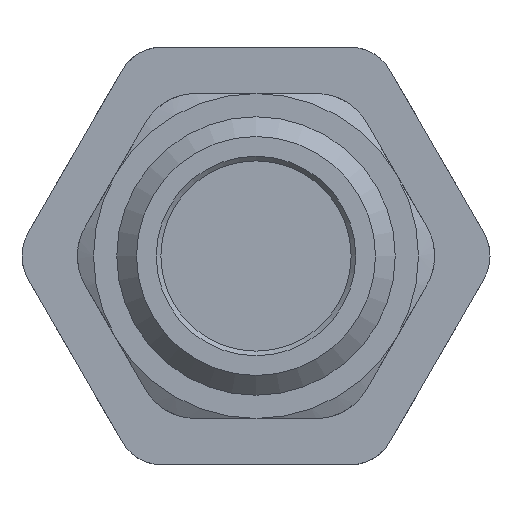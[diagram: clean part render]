
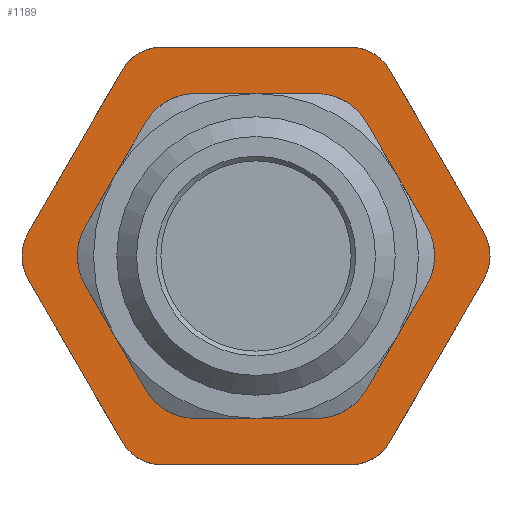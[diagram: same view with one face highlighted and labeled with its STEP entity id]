
A CAD part, front view. The second image highlights one B-rep face of the part: STEP entity #1189.
In plain terms, the highlighted planar face has unit normal (0, -1, 0).
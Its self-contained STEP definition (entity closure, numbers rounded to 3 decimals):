
#123=FACE_BOUND('',#219,.T.);
#143=FACE_OUTER_BOUND('',#218,.T.);
#218=EDGE_LOOP('',(#829,#830,#831,#832,#833,#834,#835,#836,#837,#838,#839,
#840));
#219=EDGE_LOOP('',(#841));
#299=LINE('',#2015,#358);
#301=LINE('',#2024,#360);
#302=LINE('',#2028,#361);
#303=LINE('',#2032,#362);
#304=LINE('',#2036,#363);
#305=LINE('',#2041,#364);
#358=VECTOR('',#1489,10.);
#360=VECTOR('',#1493,10.);
#361=VECTOR('',#1496,10.);
#362=VECTOR('',#1499,10.);
#363=VECTOR('',#1502,10.);
#364=VECTOR('',#1507,10.);
#421=CIRCLE('',#1308,2.);
#422=CIRCLE('',#1309,2.);
#423=CIRCLE('',#1310,2.);
#424=CIRCLE('',#1311,2.);
#425=CIRCLE('',#1312,2.);
#426=CIRCLE('',#1313,2.);
#427=CIRCLE('',#1314,6.806);
#509=VERTEX_POINT('',#2012);
#510=VERTEX_POINT('',#2014);
#512=VERTEX_POINT('',#2022);
#513=VERTEX_POINT('',#2023);
#514=VERTEX_POINT('',#2025);
#515=VERTEX_POINT('',#2027);
#516=VERTEX_POINT('',#2029);
#517=VERTEX_POINT('',#2031);
#518=VERTEX_POINT('',#2033);
#519=VERTEX_POINT('',#2035);
#520=VERTEX_POINT('',#2038);
#521=VERTEX_POINT('',#2040);
#522=VERTEX_POINT('',#2043);
#633=EDGE_CURVE('',#510,#509,#299,.T.);
#636=EDGE_CURVE('',#512,#513,#301,.T.);
#637=EDGE_CURVE('',#514,#513,#421,.T.);
#638=EDGE_CURVE('',#514,#515,#302,.T.);
#639=EDGE_CURVE('',#516,#515,#422,.T.);
#640=EDGE_CURVE('',#516,#517,#303,.T.);
#641=EDGE_CURVE('',#518,#517,#423,.T.);
#642=EDGE_CURVE('',#518,#519,#304,.T.);
#643=EDGE_CURVE('',#510,#519,#424,.T.);
#644=EDGE_CURVE('',#520,#509,#425,.T.);
#645=EDGE_CURVE('',#520,#521,#305,.T.);
#646=EDGE_CURVE('',#512,#521,#426,.T.);
#647=EDGE_CURVE('',#522,#522,#427,.T.);
#829=ORIENTED_EDGE('',*,*,#636,.T.);
#830=ORIENTED_EDGE('',*,*,#637,.F.);
#831=ORIENTED_EDGE('',*,*,#638,.T.);
#832=ORIENTED_EDGE('',*,*,#639,.F.);
#833=ORIENTED_EDGE('',*,*,#640,.T.);
#834=ORIENTED_EDGE('',*,*,#641,.F.);
#835=ORIENTED_EDGE('',*,*,#642,.T.);
#836=ORIENTED_EDGE('',*,*,#643,.F.);
#837=ORIENTED_EDGE('',*,*,#633,.T.);
#838=ORIENTED_EDGE('',*,*,#644,.F.);
#839=ORIENTED_EDGE('',*,*,#645,.T.);
#840=ORIENTED_EDGE('',*,*,#646,.F.);
#841=ORIENTED_EDGE('',*,*,#647,.T.);
#1081=PLANE('',#1307);
#1189=ADVANCED_FACE('',(#143,#123),#1081,.F.);
#1307=AXIS2_PLACEMENT_3D('',#2021,#1491,#1492);
#1308=AXIS2_PLACEMENT_3D('',#2026,#1494,#1495);
#1309=AXIS2_PLACEMENT_3D('',#2030,#1497,#1498);
#1310=AXIS2_PLACEMENT_3D('',#2034,#1500,#1501);
#1311=AXIS2_PLACEMENT_3D('',#2037,#1503,#1504);
#1312=AXIS2_PLACEMENT_3D('',#2039,#1505,#1506);
#1313=AXIS2_PLACEMENT_3D('',#2042,#1508,#1509);
#1314=AXIS2_PLACEMENT_3D('',#2044,#1510,#1511);
#1489=DIRECTION('',(-0.5,0.,0.866));
#1491=DIRECTION('center_axis',(0.,1.,0.));
#1492=DIRECTION('ref_axis',(0.,0.,1.));
#1493=DIRECTION('',(-0.5,0.,-0.866));
#1494=DIRECTION('center_axis',(0.,1.,0.));
#1495=DIRECTION('ref_axis',(-1.,0.,0.));
#1496=DIRECTION('',(0.5,0.,-0.866));
#1497=DIRECTION('center_axis',(0.,1.,0.));
#1498=DIRECTION('ref_axis',(-0.5,0.,-0.866));
#1499=DIRECTION('',(1.,0.,0.));
#1500=DIRECTION('center_axis',(0.,1.,0.));
#1501=DIRECTION('ref_axis',(0.5,0.,-0.866));
#1502=DIRECTION('',(0.5,0.,0.866));
#1503=DIRECTION('center_axis',(0.,1.,0.));
#1504=DIRECTION('ref_axis',(1.,0.,0.));
#1505=DIRECTION('center_axis',(0.,1.,0.));
#1506=DIRECTION('ref_axis',(0.5,0.,0.866));
#1507=DIRECTION('',(-1.,0.,0.));
#1508=DIRECTION('center_axis',(0.,1.,0.));
#1509=DIRECTION('ref_axis',(-0.5,0.,0.866));
#1510=DIRECTION('center_axis',(0.,1.,0.));
#1511=DIRECTION('ref_axis',(0.,0.,-1.));
#2012=CARTESIAN_POINT('',(3.396,0.006,8.));
#2014=CARTESIAN_POINT('',(7.437,0.006,1.));
#2015=CARTESIAN_POINT('',(5.181,0.006,4.907));
#2021=CARTESIAN_POINT('Origin',(-2.378,0.006,0.));
#2022=CARTESIAN_POINT('',(-8.151,0.006,8.));
#2023=CARTESIAN_POINT('',(-12.193,0.006,1.));
#2024=CARTESIAN_POINT('',(-10.408,0.006,4.092));
#2025=CARTESIAN_POINT('',(-12.193,0.006,-1.));
#2026=CARTESIAN_POINT('Origin',(-10.461,0.006,0.));
#2027=CARTESIAN_POINT('',(-8.151,0.006,-8.));
#2028=CARTESIAN_POINT('',(-13.006,0.006,0.407));
#2029=CARTESIAN_POINT('',(-6.419,0.006,-9.));
#2030=CARTESIAN_POINT('Origin',(-6.419,0.006,-7.));
#2031=CARTESIAN_POINT('',(1.663,0.006,-9.));
#2032=CARTESIAN_POINT('',(-11.114,0.006,-9.));
#2033=CARTESIAN_POINT('',(3.396,0.006,-8.));
#2034=CARTESIAN_POINT('Origin',(1.663,0.006,-7.));
#2035=CARTESIAN_POINT('',(7.437,0.006,-1.));
#2036=CARTESIAN_POINT('',(2.583,0.006,-9.408));
#2037=CARTESIAN_POINT('Origin',(5.705,0.006,0.));
#2038=CARTESIAN_POINT('',(1.663,0.006,9.));
#2039=CARTESIAN_POINT('Origin',(1.663,0.006,7.));
#2040=CARTESIAN_POINT('',(-6.419,0.006,9.));
#2041=CARTESIAN_POINT('',(-5.917,0.006,9.));
#2042=CARTESIAN_POINT('Origin',(-6.419,0.006,7.));
#2043=CARTESIAN_POINT('',(-2.378,0.006,6.806));
#2044=CARTESIAN_POINT('Origin',(-2.378,0.006,0.));
